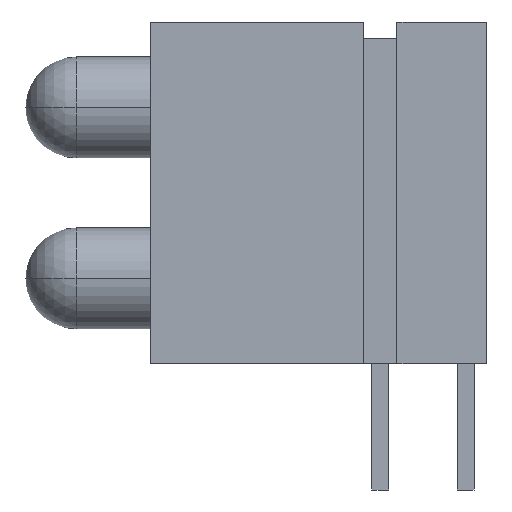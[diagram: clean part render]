
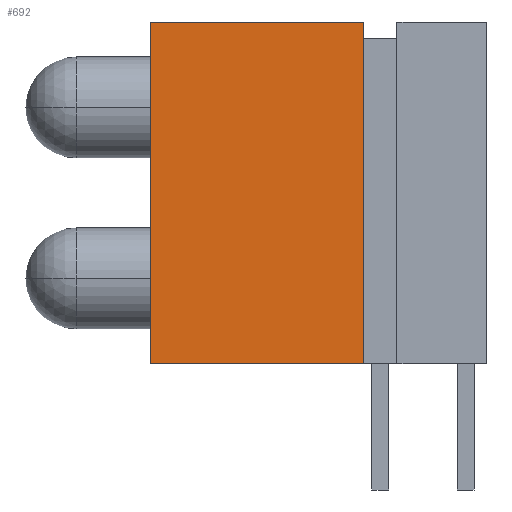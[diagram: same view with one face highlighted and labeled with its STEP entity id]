
A CAD part, front view. The second image highlights one B-rep face of the part: STEP entity #692.
In plain terms, the highlighted planar face has unit normal (0, -1, 0).
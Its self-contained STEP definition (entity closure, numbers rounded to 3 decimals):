
#514=CARTESIAN_POINT('',(-1.77,-2.54,10.16));
#515=VERTEX_POINT('',#514);
#524=CARTESIAN_POINT('',(-1.77,-2.54,0.0));
#525=VERTEX_POINT('',#524);
#526=CARTESIAN_POINT('',(-1.77,-2.54,0.0));
#527=DIRECTION('',(0.0,0.0,1.0));
#528=VECTOR('',#527,10.16);
#529=LINE('',#526,#528);
#530=EDGE_CURVE('',#525,#515,#529,.T.);
#628=CARTESIAN_POINT('',(-8.11,-2.54,0.0));
#629=VERTEX_POINT('',#628);
#630=CARTESIAN_POINT('',(-1.77,-2.54,0.0));
#631=DIRECTION('',(-1.0,0.0,0.0));
#632=VECTOR('',#631,6.34);
#633=LINE('',#630,#632);
#634=EDGE_CURVE('',#525,#629,#633,.T.);
#669=CARTESIAN_POINT('',(1.89,-2.54,0.0));
#670=DIRECTION('',(0.0,-1.0,0.0));
#671=DIRECTION('',(0.0,0.0,-1.0));
#672=AXIS2_PLACEMENT_3D('',#669,#670,#671);
#673=PLANE('',#672);
#674=ORIENTED_EDGE('',*,*,#530,.T.);
#675=CARTESIAN_POINT('',(-8.11,-2.54,10.16));
#676=VERTEX_POINT('',#675);
#677=CARTESIAN_POINT('',(-1.77,-2.54,10.16));
#678=DIRECTION('',(-1.0,0.0,0.0));
#679=VECTOR('',#678,6.34);
#680=LINE('',#677,#679);
#681=EDGE_CURVE('',#515,#676,#680,.T.);
#682=ORIENTED_EDGE('',*,*,#681,.T.);
#683=CARTESIAN_POINT('',(-8.11,-2.54,0.0));
#684=DIRECTION('',(0.0,0.0,1.0));
#685=VECTOR('',#684,10.16);
#686=LINE('',#683,#685);
#687=EDGE_CURVE('',#629,#676,#686,.T.);
#688=ORIENTED_EDGE('',*,*,#687,.F.);
#689=ORIENTED_EDGE('',*,*,#634,.F.);
#690=EDGE_LOOP('',(#674,#682,#688,#689));
#691=FACE_OUTER_BOUND('',#690,.T.);
#692=ADVANCED_FACE('',(#691),#673,.T.);
